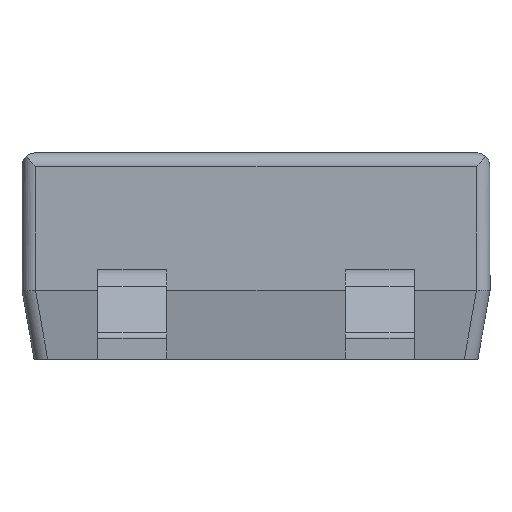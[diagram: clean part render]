
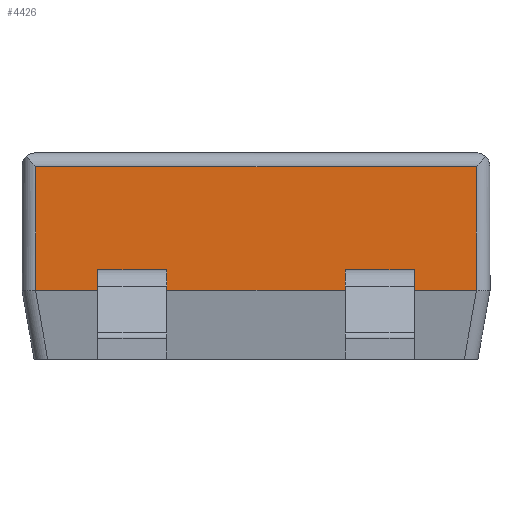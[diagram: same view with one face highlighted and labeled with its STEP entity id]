
A CAD part, left-side view. The second image highlights one B-rep face of the part: STEP entity #4426.
In plain terms, the highlighted planar face has unit normal (-1, 0, 0).
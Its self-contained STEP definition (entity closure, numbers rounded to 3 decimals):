
#226 = VECTOR ( 'NONE', #265, 1000. ) ;
#265 = DIRECTION ( 'NONE',  ( 0., 0., 1. ) ) ;
#317 = ORIENTED_EDGE ( 'NONE', *, *, #3929, .T. ) ;
#569 = VECTOR ( 'NONE', #4677, 1000. ) ;
#843 = VECTOR ( 'NONE', #3988, 1000. ) ;
#1038 = VERTEX_POINT ( 'NONE', #3809 ) ;
#1057 = PLANE ( 'NONE',  #1446 ) ;
#1092 = VERTEX_POINT ( 'NONE', #3475 ) ;
#1205 = LINE ( 'NONE', #2824, #843 ) ;
#1235 = CARTESIAN_POINT ( 'NONE',  ( 0.9, 13.3, 1.4 ) ) ;
#1264 = EDGE_CURVE ( 'NONE', #1038, #4293, #1205, .T. ) ;
#1446 = AXIS2_PLACEMENT_3D ( 'NONE', #4956, #4622, #4562 ) ;
#1591 = ORIENTED_EDGE ( 'NONE', *, *, #1264, .F. ) ;
#1628 = CARTESIAN_POINT ( 'NONE',  ( 0.9, 10., 0.5 ) ) ;
#1789 = EDGE_CURVE ( 'NONE', #4731, #1038, #4568, .T. ) ;
#1790 = CARTESIAN_POINT ( 'NONE',  ( 0.9, 10.1, 0.5 ) ) ;
#2197 = CARTESIAN_POINT ( 'NONE',  ( 0.9, 10.1, 0.5 ) ) ;
#2283 = EDGE_LOOP ( 'NONE', ( #317, #2652, #1591, #4416 ) ) ;
#2299 = CARTESIAN_POINT ( 'NONE',  ( 0.9, 13.4, 1.4 ) ) ;
#2470 = DIRECTION ( 'NONE',  ( 0., 1., 0. ) ) ;
#2566 = LINE ( 'NONE', #1790, #226 ) ;
#2652 = ORIENTED_EDGE ( 'NONE', *, *, #4605, .T. ) ;
#2824 = CARTESIAN_POINT ( 'NONE',  ( 0.9, 13.3, 0.5 ) ) ;
#3469 = FACE_OUTER_BOUND ( 'NONE', #2283, .T. ) ;
#3475 = CARTESIAN_POINT ( 'NONE',  ( 0.9, 10.1, 1.4 ) ) ;
#3610 = VECTOR ( 'NONE', #2470, 1000. ) ;
#3809 = CARTESIAN_POINT ( 'NONE',  ( 0.9, 13.3, 0.5 ) ) ;
#3929 = EDGE_CURVE ( 'NONE', #4731, #1092, #2566, .T. ) ;
#3988 = DIRECTION ( 'NONE',  ( 0., 0., 1. ) ) ;
#4293 = VERTEX_POINT ( 'NONE', #1235 ) ;
#4416 = ORIENTED_EDGE ( 'NONE', *, *, #1789, .F. ) ;
#4426 = ADVANCED_FACE ( 'NONE', ( #3469 ), #1057, .T. ) ;
#4562 = DIRECTION ( 'NONE',  ( 0., -1., 0. ) ) ;
#4568 = LINE ( 'NONE', #1628, #3610 ) ;
#4605 = EDGE_CURVE ( 'NONE', #1092, #4293, #4755, .T. ) ;
#4622 = DIRECTION ( 'NONE',  ( -1., 0., 0. ) ) ;
#4677 = DIRECTION ( 'NONE',  ( 0., 1., 0. ) ) ;
#4731 = VERTEX_POINT ( 'NONE', #2197 ) ;
#4755 = LINE ( 'NONE', #2299, #569 ) ;
#4956 = CARTESIAN_POINT ( 'NONE',  ( 0.9, 13.4, 0.5 ) ) ;
